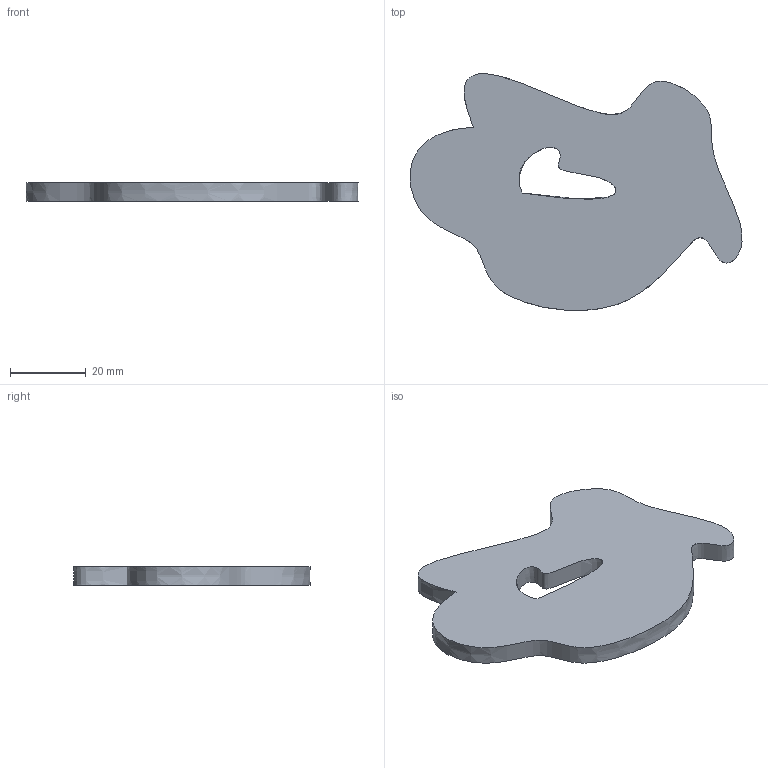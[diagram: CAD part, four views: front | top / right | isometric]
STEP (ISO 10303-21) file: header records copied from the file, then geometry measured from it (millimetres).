
FILE_DESCRIPTION(('FreeCAD Model'),'2;1');
FILE_NAME('Open CASCADE Shape Model','2022-10-09T22:23:24',('Author'),( ''),'Open CASCADE STEP processor 7.5','FreeCAD','Unknown');
FILE_SCHEMA(('AUTOMOTIVE_DESIGN { 1 0 10303 214 1 1 1 1 }'));
Length unit declared in the file: millimetre
Products named in the file (1): Body
Bounding box: 87.46 x 62.33 x 5 mm (x, y, z)
Volume: 17716.2 mm3; surface area: 8731.8 mm2
Topology: 1 solids, 1 shells, 4 faces, 6 edges, 4 vertices
Faces by surface type: extrusion 2, plane 2
Entity records: 288 total; most frequent: CARTESIAN_POINT 137, DIRECTION 18, ORIENTED_EDGE 12, VECTOR 12, PCURVE 12, DEFINITIONAL_REPRESENTATION 12, LINE 10, B_SPLINE_CURVE_WITH_KNOTS 10
